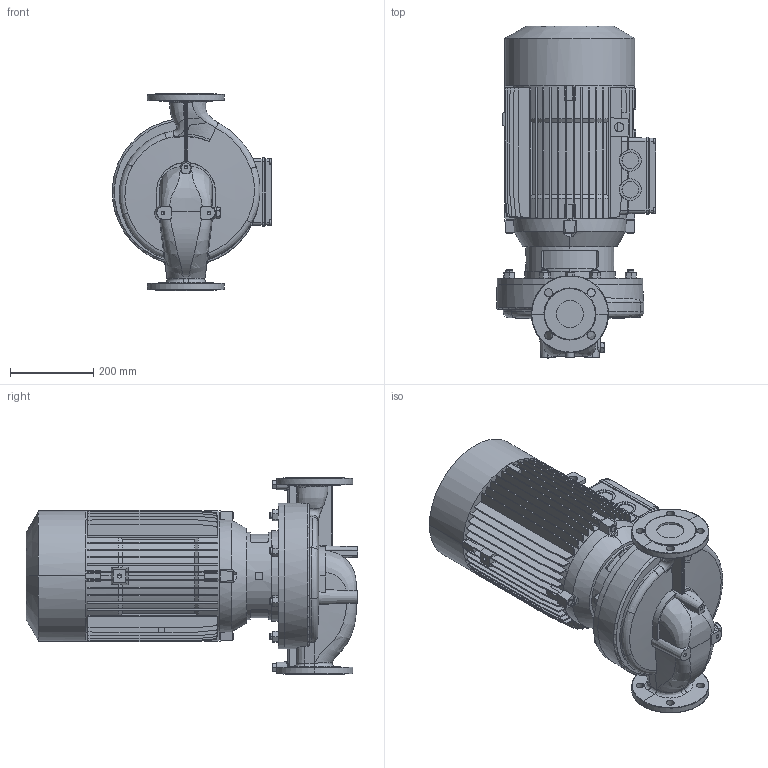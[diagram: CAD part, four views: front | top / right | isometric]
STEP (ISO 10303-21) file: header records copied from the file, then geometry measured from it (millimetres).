
FILE_DESCRIPTION (( 'STEP AP203' ), '1' );
FILE_NAME ('10017015swa00.step', '2023-06-09T08:08:23', ( '' ), ( '' ), 'SwSTEP 2.0', 'SolidWorks 2020', '' );
FILE_SCHEMA (( 'CONFIG_CONTROL_DESIGN' ));
Length unit declared in the file: millimetre
Products named in the file (4): 10017015swa00; CORPO POMPA NR 65 250^10017015swa00; 10018076swp00_3.66.794_semplificato; 10007573swp01_160 ANONIMO
Assembly tree (3 placements, depth 2):
  10017015swa00
    CORPO POMPA NR 65 250^10017015swa00
    10018076swp00_3.66.794_semplificato
    10007573swp01_160 ANONIMO
Bounding box: 381.94 x 796.35 x 475 mm (x, y, z)
Volume: 50810316.2 mm3; surface area: 2141580 mm2
Topology: 3 solids, 11 shells, 1603 faces, 4302 edges, 2810 vertices
Faces by surface type: plane 1036, cylinder 256, cone 207, bspline 99, torus 5
Entity records: 137462 total; most frequent: CARTESIAN_POINT 98717, ORIENTED_EDGE 8546, DIRECTION 6978, EDGE_CURVE 4273, VERTEX_POINT 2810, LINE 2724, VECTOR 2724, AXIS2_PLACEMENT_3D 2127
